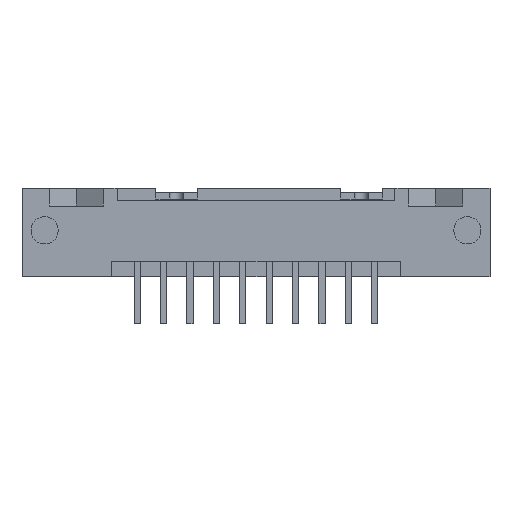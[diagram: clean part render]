
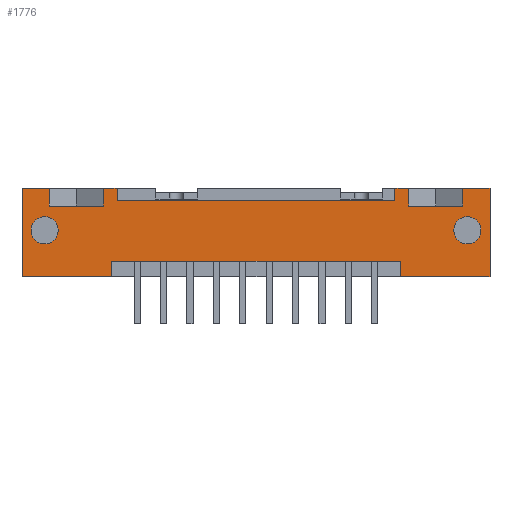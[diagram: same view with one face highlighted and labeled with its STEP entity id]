
A CAD part, front view. The second image highlights one B-rep face of the part: STEP entity #1776.
In plain terms, the highlighted planar face has unit normal (0, -1, 0).
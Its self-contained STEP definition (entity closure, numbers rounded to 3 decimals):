
#1461=FACE_BOUND('',#2693,.T.);
#1462=FACE_BOUND('',#2694,.T.);
#1463=FACE_BOUND('',#2695,.T.);
#1516=CIRCLE('',#7503,1.3);
#1518=CIRCLE('',#7507,1.3);
#1776=ADVANCED_FACE('',(#1461,#1462,#1463),#2082,.T.);
#2082=PLANE('',#7530);
#2693=EDGE_LOOP('',(#3806));
#2694=EDGE_LOOP('',(#3807));
#2695=EDGE_LOOP('',(#3808,#3809,#3810,#3811,#3812,#3813,#3814,#3815,#3816,
#3817,#3818,#3819,#3820,#3821,#3822,#3823,#3824,#3825,#3826,#3827));
#3806=ORIENTED_EDGE('',*,*,#5485,.T.);
#3807=ORIENTED_EDGE('',*,*,#5487,.T.);
#3808=ORIENTED_EDGE('',*,*,#5538,.T.);
#3809=ORIENTED_EDGE('',*,*,#5539,.T.);
#3810=ORIENTED_EDGE('',*,*,#5537,.T.);
#3811=ORIENTED_EDGE('',*,*,#5540,.T.);
#3812=ORIENTED_EDGE('',*,*,#5530,.T.);
#3813=ORIENTED_EDGE('',*,*,#5517,.T.);
#3814=ORIENTED_EDGE('',*,*,#5523,.T.);
#3815=ORIENTED_EDGE('',*,*,#5541,.T.);
#3816=ORIENTED_EDGE('',*,*,#5542,.T.);
#3817=ORIENTED_EDGE('',*,*,#5543,.T.);
#3818=ORIENTED_EDGE('',*,*,#5544,.T.);
#3819=ORIENTED_EDGE('',*,*,#5545,.T.);
#3820=ORIENTED_EDGE('',*,*,#5513,.T.);
#3821=ORIENTED_EDGE('',*,*,#5505,.T.);
#3822=ORIENTED_EDGE('',*,*,#5506,.T.);
#3823=ORIENTED_EDGE('',*,*,#5546,.T.);
#3824=ORIENTED_EDGE('',*,*,#5497,.F.);
#3825=ORIENTED_EDGE('',*,*,#5547,.T.);
#3826=ORIENTED_EDGE('',*,*,#5489,.T.);
#3827=ORIENTED_EDGE('',*,*,#5548,.T.);
#4775=VERTEX_POINT('',#10209);
#4777=VERTEX_POINT('',#10215);
#4779=VERTEX_POINT('',#10219);
#4780=VERTEX_POINT('',#10221);
#4786=VERTEX_POINT('',#10236);
#4787=VERTEX_POINT('',#10238);
#4790=VERTEX_POINT('',#10247);
#4794=VERTEX_POINT('',#10254);
#4795=VERTEX_POINT('',#10258);
#4799=VERTEX_POINT('',#10272);
#4802=VERTEX_POINT('',#10281);
#4803=VERTEX_POINT('',#10282);
#4807=VERTEX_POINT('',#10292);
#4811=VERTEX_POINT('',#10306);
#4816=VERTEX_POINT('',#10319);
#4817=VERTEX_POINT('',#10321);
#4818=VERTEX_POINT('',#10325);
#4819=VERTEX_POINT('',#10326);
#4820=VERTEX_POINT('',#10330);
#4821=VERTEX_POINT('',#10332);
#4822=VERTEX_POINT('',#10334);
#4823=VERTEX_POINT('',#10336);
#5485=EDGE_CURVE('',#4775,#4775,#1516,.T.);
#5487=EDGE_CURVE('',#4777,#4777,#1518,.T.);
#5489=EDGE_CURVE('',#4780,#4779,#6278,.T.);
#5497=EDGE_CURVE('',#4786,#4787,#6286,.T.);
#5505=EDGE_CURVE('',#4790,#4794,#6292,.T.);
#5506=EDGE_CURVE('',#4794,#4795,#6293,.T.);
#5513=EDGE_CURVE('',#4799,#4790,#6300,.T.);
#5517=EDGE_CURVE('',#4802,#4803,#6302,.T.);
#5523=EDGE_CURVE('',#4803,#4807,#6308,.T.);
#5530=EDGE_CURVE('',#4811,#4802,#6315,.T.);
#5537=EDGE_CURVE('',#4816,#4817,#6322,.T.);
#5538=EDGE_CURVE('',#4818,#4819,#6323,.T.);
#5539=EDGE_CURVE('',#4819,#4816,#6324,.T.);
#5540=EDGE_CURVE('',#4817,#4811,#6325,.T.);
#5541=EDGE_CURVE('',#4807,#4820,#6326,.T.);
#5542=EDGE_CURVE('',#4820,#4821,#6327,.T.);
#5543=EDGE_CURVE('',#4821,#4822,#6328,.T.);
#5544=EDGE_CURVE('',#4822,#4823,#6329,.T.);
#5545=EDGE_CURVE('',#4823,#4799,#6330,.T.);
#5546=EDGE_CURVE('',#4795,#4787,#6331,.T.);
#5547=EDGE_CURVE('',#4786,#4780,#6332,.T.);
#5548=EDGE_CURVE('',#4779,#4818,#6333,.T.);
#6278=LINE('',#10220,#7059);
#6286=LINE('',#10237,#7067);
#6292=LINE('',#10255,#7073);
#6293=LINE('',#10257,#7074);
#6300=LINE('',#10271,#7081);
#6302=LINE('',#10280,#7083);
#6308=LINE('',#10294,#7089);
#6315=LINE('',#10307,#7096);
#6322=LINE('',#10322,#7103);
#6323=LINE('',#10324,#7104);
#6324=LINE('',#10327,#7105);
#6325=LINE('',#10328,#7106);
#6326=LINE('',#10329,#7107);
#6327=LINE('',#10331,#7108);
#6328=LINE('',#10333,#7109);
#6329=LINE('',#10335,#7110);
#6330=LINE('',#10337,#7111);
#6331=LINE('',#10338,#7112);
#6332=LINE('',#10339,#7113);
#6333=LINE('',#10340,#7114);
#7059=VECTOR('',#8637,1.);
#7067=VECTOR('',#8649,1.);
#7073=VECTOR('',#8663,1.);
#7074=VECTOR('',#8666,1.);
#7081=VECTOR('',#8679,1.);
#7083=VECTOR('',#8689,1.);
#7089=VECTOR('',#8697,1.);
#7096=VECTOR('',#8710,1.);
#7103=VECTOR('',#8721,1.);
#7104=VECTOR('',#8724,1.);
#7105=VECTOR('',#8725,1.);
#7106=VECTOR('',#8726,1.);
#7107=VECTOR('',#8727,1.);
#7108=VECTOR('',#8728,1.);
#7109=VECTOR('',#8729,1.);
#7110=VECTOR('',#8730,1.);
#7111=VECTOR('',#8731,1.);
#7112=VECTOR('',#8732,1.);
#7113=VECTOR('',#8733,1.);
#7114=VECTOR('',#8734,1.);
#7503=AXIS2_PLACEMENT_3D('',#10208,#8624,#8625);
#7507=AXIS2_PLACEMENT_3D('',#10214,#8632,#8633);
#7530=AXIS2_PLACEMENT_3D('',#10341,#8735,#8736);
#8624=DIRECTION('',(0.,1.,0.));
#8625=DIRECTION('',(1.,0.,0.));
#8632=DIRECTION('',(0.,1.,0.));
#8633=DIRECTION('',(1.,0.,0.));
#8637=DIRECTION('',(0.,0.,1.));
#8649=DIRECTION('',(0.,0.,1.));
#8663=DIRECTION('',(-1.,0.,0.));
#8666=DIRECTION('',(0.,0.,1.));
#8679=DIRECTION('',(0.,0.,-1.));
#8689=DIRECTION('',(-1.,0.,0.));
#8697=DIRECTION('',(0.,0.,1.));
#8710=DIRECTION('',(0.,0.,-1.));
#8721=DIRECTION('',(0.,0.,1.));
#8724=DIRECTION('',(0.,0.,-1.));
#8725=DIRECTION('',(1.,0.,0.));
#8726=DIRECTION('',(-1.,0.,0.));
#8727=DIRECTION('',(-1.,0.,0.));
#8728=DIRECTION('',(0.,0.,-1.));
#8729=DIRECTION('',(-1.,0.,0.));
#8730=DIRECTION('',(0.,0.,1.));
#8731=DIRECTION('',(-1.,0.,0.));
#8732=DIRECTION('',(-1.,0.,0.));
#8733=DIRECTION('',(1.,0.,0.));
#8734=DIRECTION('',(1.,0.,0.));
#8735=DIRECTION('',(0.,-1.,0.));
#8736=DIRECTION('',(1.,0.,0.));
#10208=CARTESIAN_POINT('',(11.247,2.59,4.47));
#10209=CARTESIAN_POINT('',(12.547,2.59,4.47));
#10214=CARTESIAN_POINT('',(-29.393,2.59,4.47));
#10215=CARTESIAN_POINT('',(-28.093,2.59,4.47));
#10219=CARTESIAN_POINT('',(-22.923,2.59,1.48));
#10220=CARTESIAN_POINT('',(-22.923,2.59,0.));
#10221=CARTESIAN_POINT('',(-22.923,2.59,0.));
#10236=CARTESIAN_POINT('',(-31.573,2.59,0.));
#10237=CARTESIAN_POINT('',(-31.573,2.59,0.));
#10238=CARTESIAN_POINT('',(-31.573,2.59,8.5));
#10247=CARTESIAN_POINT('',(-23.743,2.59,6.8));
#10254=CARTESIAN_POINT('',(-28.943,2.59,6.8));
#10255=CARTESIAN_POINT('',(-23.743,2.59,6.8));
#10257=CARTESIAN_POINT('',(-28.943,2.59,6.8));
#10258=CARTESIAN_POINT('',(-28.943,2.59,8.5));
#10271=CARTESIAN_POINT('',(-23.743,2.59,8.5));
#10272=CARTESIAN_POINT('',(-23.743,2.59,8.5));
#10280=CARTESIAN_POINT('',(10.797,2.59,6.8));
#10281=CARTESIAN_POINT('',(10.797,2.59,6.8));
#10282=CARTESIAN_POINT('',(5.597,2.59,6.8));
#10292=CARTESIAN_POINT('',(5.597,2.59,8.5));
#10294=CARTESIAN_POINT('',(5.597,2.59,6.8));
#10306=CARTESIAN_POINT('',(10.797,2.59,8.5));
#10307=CARTESIAN_POINT('',(10.797,2.59,8.5));
#10319=CARTESIAN_POINT('',(13.427,2.59,0.));
#10321=CARTESIAN_POINT('',(13.427,2.59,8.5));
#10322=CARTESIAN_POINT('',(13.427,2.59,0.));
#10324=CARTESIAN_POINT('',(4.777,2.59,1.48));
#10325=CARTESIAN_POINT('',(4.777,2.59,1.48));
#10326=CARTESIAN_POINT('',(4.777,2.59,0.));
#10327=CARTESIAN_POINT('',(4.777,2.59,0.));
#10328=CARTESIAN_POINT('',(13.427,2.59,8.5));
#10329=CARTESIAN_POINT('',(5.597,2.59,8.5));
#10330=CARTESIAN_POINT('',(4.277,2.59,8.5));
#10331=CARTESIAN_POINT('',(4.277,2.59,8.5));
#10332=CARTESIAN_POINT('',(4.277,2.59,7.3));
#10333=CARTESIAN_POINT('',(4.277,2.59,7.3));
#10334=CARTESIAN_POINT('',(-22.423,2.59,7.3));
#10335=CARTESIAN_POINT('',(-22.423,2.59,7.3));
#10336=CARTESIAN_POINT('',(-22.423,2.59,8.5));
#10337=CARTESIAN_POINT('',(-22.423,2.59,8.5));
#10338=CARTESIAN_POINT('',(-28.943,2.59,8.5));
#10339=CARTESIAN_POINT('',(-31.573,2.59,0.));
#10340=CARTESIAN_POINT('',(-22.923,2.59,1.48));
#10341=CARTESIAN_POINT('',(-31.573,2.59,0.));
